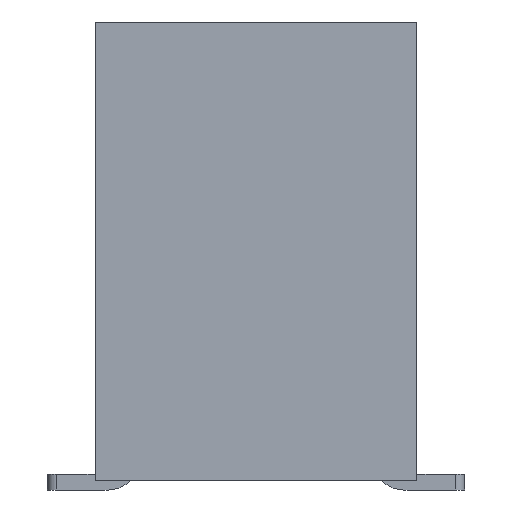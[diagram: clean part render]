
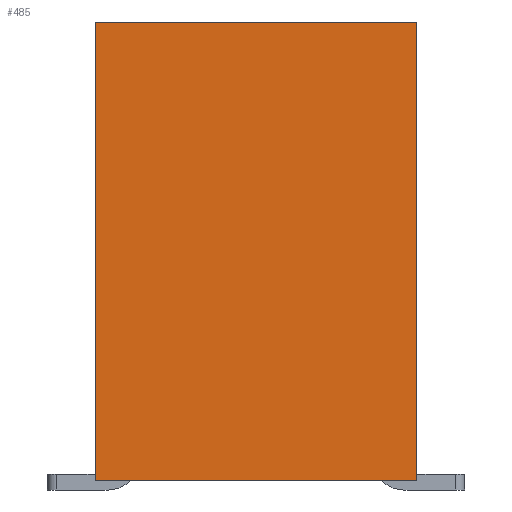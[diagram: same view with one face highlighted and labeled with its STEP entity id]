
A CAD part, left-side view. The second image highlights one B-rep face of the part: STEP entity #485.
In plain terms, the highlighted planar face has unit normal (-1, 0, 0).
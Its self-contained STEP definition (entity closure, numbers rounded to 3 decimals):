
#485=ADVANCED_FACE('',(#2333),#1427,.T.);
#1427=PLANE('',#18254);
#2333=FACE_OUTER_BOUND('',#3345,.T.);
#3345=EDGE_LOOP('',(#4906,#4907,#4908,#4909));
#4906=ORIENTED_EDGE('',*,*,#11627,.T.);
#4907=ORIENTED_EDGE('',*,*,#11593,.T.);
#4908=ORIENTED_EDGE('',*,*,#11688,.F.);
#4909=ORIENTED_EDGE('',*,*,#11689,.T.);
#9927=VERTEX_POINT('',#25195);
#9929=VERTEX_POINT('',#25199);
#9958=VERTEX_POINT('',#25264);
#10006=VERTEX_POINT('',#25374);
#11593=EDGE_CURVE('',#9927,#9929,#14161,.T.);
#11627=EDGE_CURVE('',#9958,#9927,#14195,.T.);
#11688=EDGE_CURVE('',#10006,#9929,#14256,.T.);
#11689=EDGE_CURVE('',#10006,#9958,#14257,.T.);
#14161=LINE('',#25200,#16441);
#14195=LINE('',#25263,#16475);
#14256=LINE('',#25373,#16536);
#14257=LINE('',#25375,#16537);
#16441=VECTOR('',#19988,1.);
#16475=VECTOR('',#20024,1.);
#16536=VECTOR('',#20087,1.);
#16537=VECTOR('',#20088,1.);
#18254=AXIS2_PLACEMENT_3D('',#25376,#20089,#20090);
#19988=DIRECTION('',(0.,1.,0.));
#20024=DIRECTION('',(0.,0.,1.));
#20087=DIRECTION('',(0.,0.,1.));
#20088=DIRECTION('',(0.,-1.,0.));
#20089=DIRECTION('',(-1.,0.,0.));
#20090=DIRECTION('',(0.,0.,1.));
#25195=CARTESIAN_POINT('',(0.,0.,6.8));
#25199=CARTESIAN_POINT('',(0.,5.08,6.8));
#25200=CARTESIAN_POINT('',(0.,2.54,6.8));
#25263=CARTESIAN_POINT('',(0.,0.,0.));
#25264=CARTESIAN_POINT('',(0.,0.,-0.45));
#25373=CARTESIAN_POINT('',(0.,5.08,0.));
#25374=CARTESIAN_POINT('',(0.,5.08,-0.45));
#25375=CARTESIAN_POINT('',(0.,5.08,-0.45));
#25376=CARTESIAN_POINT('',(0.,2.54,0.));
